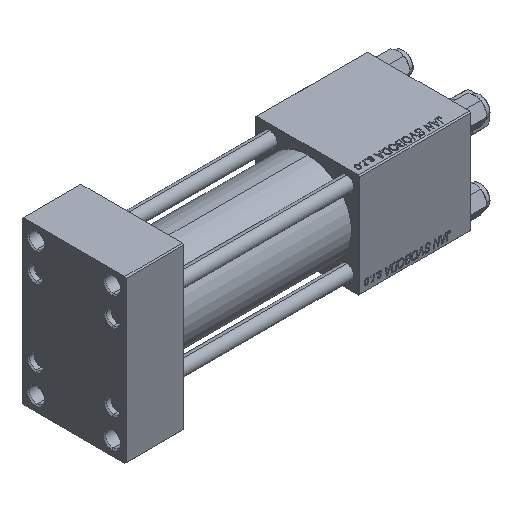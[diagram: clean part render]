
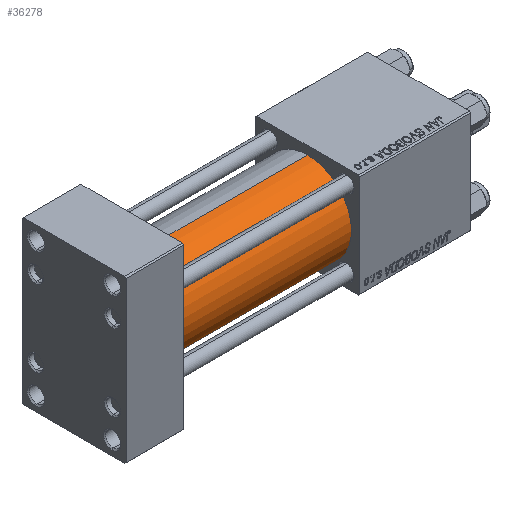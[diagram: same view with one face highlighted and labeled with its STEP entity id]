
A CAD part, isometric view. The second image highlights one B-rep face of the part: STEP entity #36278.
In plain terms, the highlighted cylindrical face has radius 19 mm (diameter 38 mm), a partial arc.
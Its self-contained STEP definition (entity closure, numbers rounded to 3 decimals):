
#4171 = VERTEX_POINT ( 'NONE', #49682 ) ;
#4213 = DIRECTION ( 'NONE',  ( -1., 0., 0. ) ) ;
#4269 = CARTESIAN_POINT ( 'NONE',  ( 101., 0., -19. ) ) ;
#5467 = AXIS2_PLACEMENT_3D ( 'NONE', #31673, #27875, #20816 ) ;
#7498 = EDGE_LOOP ( 'NONE', ( #12108, #29566, #23452, #8184 ) ) ;
#8184 = ORIENTED_EDGE ( 'NONE', *, *, #21482, .T. ) ;
#8523 = CARTESIAN_POINT ( 'NONE',  ( 25., 0., 0. ) ) ;
#11070 = CARTESIAN_POINT ( 'NONE',  ( 101., 0., 19. ) ) ;
#11805 = LINE ( 'NONE', #11070, #17666 ) ;
#11819 = DIRECTION ( 'NONE',  ( 1., 0., 0. ) ) ;
#12067 = DIRECTION ( 'NONE',  ( 0., 0., 1. ) ) ;
#12108 = ORIENTED_EDGE ( 'NONE', *, *, #41067, .F. ) ;
#12388 = CARTESIAN_POINT ( 'NONE',  ( 25., 0., 19. ) ) ;
#17666 = VECTOR ( 'NONE', #4213, 1000. ) ;
#20083 = EDGE_CURVE ( 'NONE', #44493, #25935, #11805, .T. ) ;
#20223 = CYLINDRICAL_SURFACE ( 'NONE', #33713, 19. ) ;
#20466 = DIRECTION ( 'NONE',  ( -1., 0., 0. ) ) ;
#20816 = DIRECTION ( 'NONE',  ( 0., 0., -1. ) ) ;
#21482 = EDGE_CURVE ( 'NONE', #25935, #4171, #25287, .T. ) ;
#23452 = ORIENTED_EDGE ( 'NONE', *, *, #20083, .T. ) ;
#24565 = CARTESIAN_POINT ( 'NONE',  ( 101., 0., 19. ) ) ;
#25287 = CIRCLE ( 'NONE', #49490, 19. ) ;
#25727 = LINE ( 'NONE', #38079, #36944 ) ;
#25935 = VERTEX_POINT ( 'NONE', #12388 ) ;
#27875 = DIRECTION ( 'NONE',  ( 1., 0., 0. ) ) ;
#29566 = ORIENTED_EDGE ( 'NONE', *, *, #40550, .F. ) ;
#31673 = CARTESIAN_POINT ( 'NONE',  ( 101., 0., 0. ) ) ;
#31829 = CARTESIAN_POINT ( 'NONE',  ( 101., 0., 0. ) ) ;
#33713 = AXIS2_PLACEMENT_3D ( 'NONE', #31829, #20466, #44687 ) ;
#36278 = ADVANCED_FACE ( 'NONE', ( #39395 ), #20223, .T. ) ;
#36944 = VECTOR ( 'NONE', #41874, 1000. ) ;
#38079 = CARTESIAN_POINT ( 'NONE',  ( 101., 0., -19. ) ) ;
#38223 = VERTEX_POINT ( 'NONE', #4269 ) ;
#39395 = FACE_OUTER_BOUND ( 'NONE', #7498, .T. ) ;
#40550 = EDGE_CURVE ( 'NONE', #44493, #38223, #46606, .T. ) ;
#41067 = EDGE_CURVE ( 'NONE', #38223, #4171, #25727, .T. ) ;
#41874 = DIRECTION ( 'NONE',  ( -1., 0., 0. ) ) ;
#44493 = VERTEX_POINT ( 'NONE', #24565 ) ;
#44687 = DIRECTION ( 'NONE',  ( 0., 0., 1. ) ) ;
#46606 = CIRCLE ( 'NONE', #5467, 19. ) ;
#49490 = AXIS2_PLACEMENT_3D ( 'NONE', #8523, #11819, #12067 ) ;
#49682 = CARTESIAN_POINT ( 'NONE',  ( 25., 0., -19. ) ) ;
